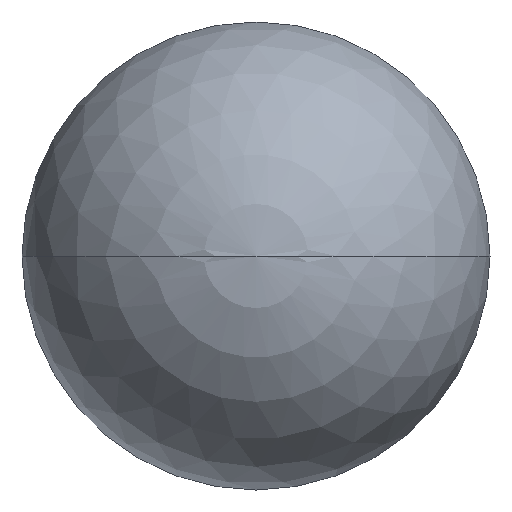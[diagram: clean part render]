
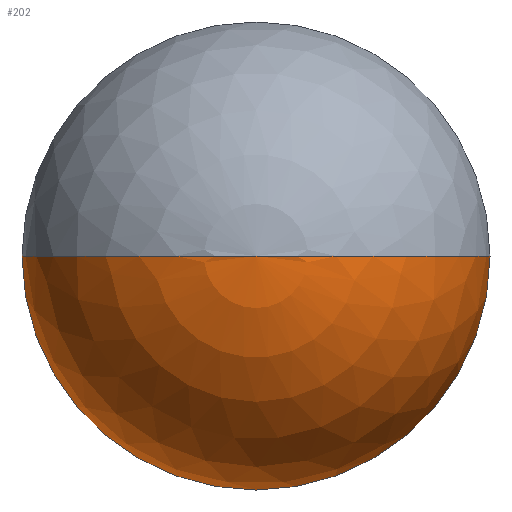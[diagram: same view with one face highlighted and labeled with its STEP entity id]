
A CAD part, left-side view. The second image highlights one B-rep face of the part: STEP entity #202.
In plain terms, the highlighted spherical face has radius 10 mm.
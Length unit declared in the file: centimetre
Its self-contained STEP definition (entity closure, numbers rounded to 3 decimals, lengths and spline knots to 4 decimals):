
#46=CARTESIAN_POINT('',(-3.,0.,0.));
#47=DIRECTION('',(0.,0.,1.));
#48=DIRECTION('',(0.,1.,0.));
#49=AXIS2_PLACEMENT_3D('',#46,#47,#48);
#54=CARTESIAN_POINT('',(-3.,0.,0.));
#55=DIRECTION('',(0.,0.,-1.));
#56=DIRECTION('',(0.,-1.,0.));
#57=AXIS2_PLACEMENT_3D('',#54,#55,#56);
#62=CARTESIAN_POINT('',(-3.,0.,0.));
#63=DIRECTION('',(-1.,0.,0.));
#64=DIRECTION('',(0.,1.,0.));
#65=AXIS2_PLACEMENT_3D('',#62,#63,#64);
#141=CARTESIAN_POINT('',(-3.,1.,0.));
#143=VERTEX_POINT('',#141);
#144=CARTESIAN_POINT('',(-4.,0.,0.));
#145=VERTEX_POINT('',#144);
#153=CARTESIAN_POINT('',(-3.,-1.,0.));
#155=VERTEX_POINT('',#153);
#190=CARTESIAN_POINT('',(-3.,0.,0.));
#191=DIRECTION('',(1.,0.,0.));
#192=DIRECTION('',(0.,-1.,0.));
#193=AXIS2_PLACEMENT_3D('',#190,#191,#192);
#194=SPHERICAL_SURFACE('',#193,1.);
#196=ORIENTED_EDGE('',*,*,#195,.T.);
#198=ORIENTED_EDGE('',*,*,#197,.F.);
#199=ORIENTED_EDGE('',*,*,#182,.F.);
#200=EDGE_LOOP('',(#196,#198,#199));
#201=FACE_OUTER_BOUND('',#200,.F.);
#50=CIRCLE('',#49,1.);
#58=CIRCLE('',#57,1.);
#66=CIRCLE('',#65,1.);
#182=EDGE_CURVE('',#143,#155,#66,.T.);
#195=EDGE_CURVE('',#143,#145,#50,.T.);
#197=EDGE_CURVE('',#155,#145,#58,.T.);
#202=ADVANCED_FACE('',(#201),#194,.T.);
